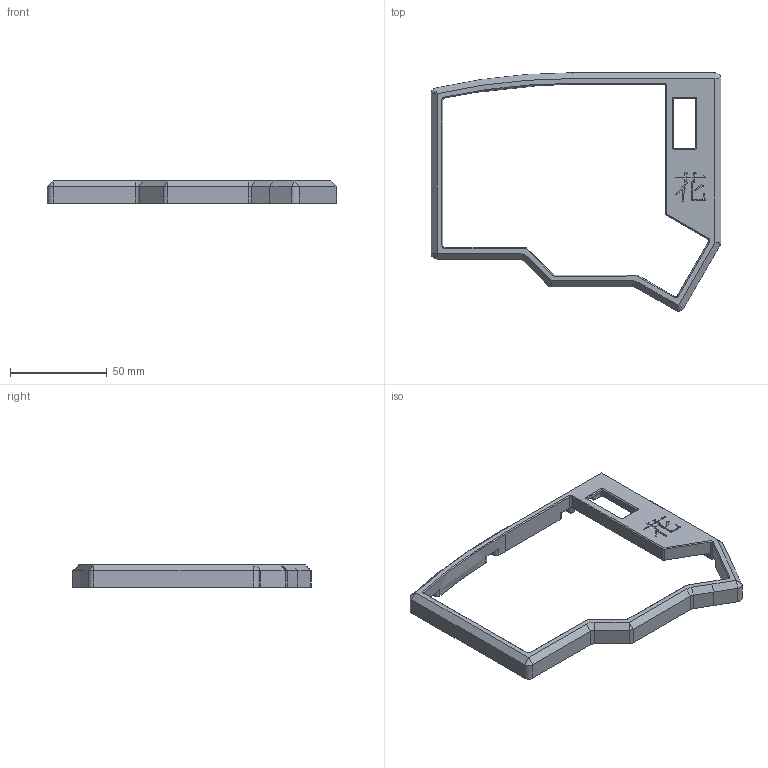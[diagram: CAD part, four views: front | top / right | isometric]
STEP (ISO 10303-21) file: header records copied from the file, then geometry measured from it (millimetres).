
FILE_DESCRIPTION(/* description */ (''),/* implementation_level */ '2;1');
FILE_NAME(/* name */ 'top.step',/* time_stamp */ '2020-12-13T17:27:57-06:00',/* author */ (''),/* organization */ (''),/* preprocessor_version */ 'ST-DEVELOPER v18.1',/* originating_system */ 'Autodesk Translation Framework v9.7.1.1290',/* authorisation */ '');
FILE_SCHEMA (('AUTOMOTIVE_DESIGN { 1 0 10303 214 3 1 1 }'));
Length unit declared in the file: millimetre
Products named in the file (1): Plate
Bounding box: 149.7 x 123.27 x 11.5 mm (x, y, z)
Volume: 36698.2 mm3; surface area: 19926.3 mm2
Topology: 1 solids, 1 shells, 240 faces, 619 edges, 390 vertices
Faces by surface type: plane 126, cylinder 66, cone 25, bspline 23
Full cylindrical faces by diameter (mm): 1.623 x13
Entity records: 7472 total; most frequent: CARTESIAN_POINT 1635, ORIENTED_EDGE 1226, DIRECTION 1158, EDGE_CURVE 613, LINE 412, VECTOR 412, VERTEX_POINT 390, AXIS2_PLACEMENT_3D 373
